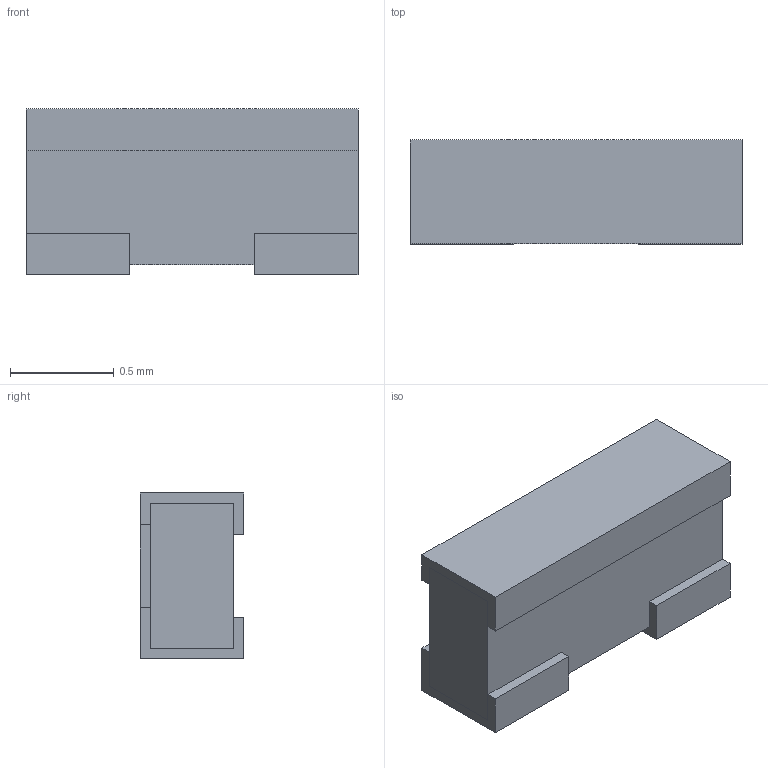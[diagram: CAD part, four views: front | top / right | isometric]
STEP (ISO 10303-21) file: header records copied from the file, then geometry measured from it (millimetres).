
FILE_DESCRIPTION (( 'STEP AP214' ), '1' );
FILE_NAME ('PAT0816-C-2DB-T5.STEP', '2024-01-09T05:08:19', ( '' ), ( '' ), 'SwSTEP 2.0', 'SolidWorks 2021', '' );
FILE_SCHEMA (( 'AUTOMOTIVE_DESIGN' ));
Length unit declared in the file: millimetre
Products named in the file (1): PAT0816-C-2DB-T5
Bounding box: 1.6 x 0.5 x 0.8 mm (x, y, z)
Volume: 0.6 mm3; surface area: 10.2 mm2
Topology: 5 solids, 5 shells, 56 faces, 138 edges, 92 vertices
Faces by surface type: plane 56
Entity records: 1692 total; most frequent: CARTESIAN_POINT 287, ORIENTED_EDGE 276, DIRECTION 252, LINE 138, EDGE_CURVE 138, VECTOR 138, VERTEX_POINT 92, AXIS2_PLACEMENT_3D 57
